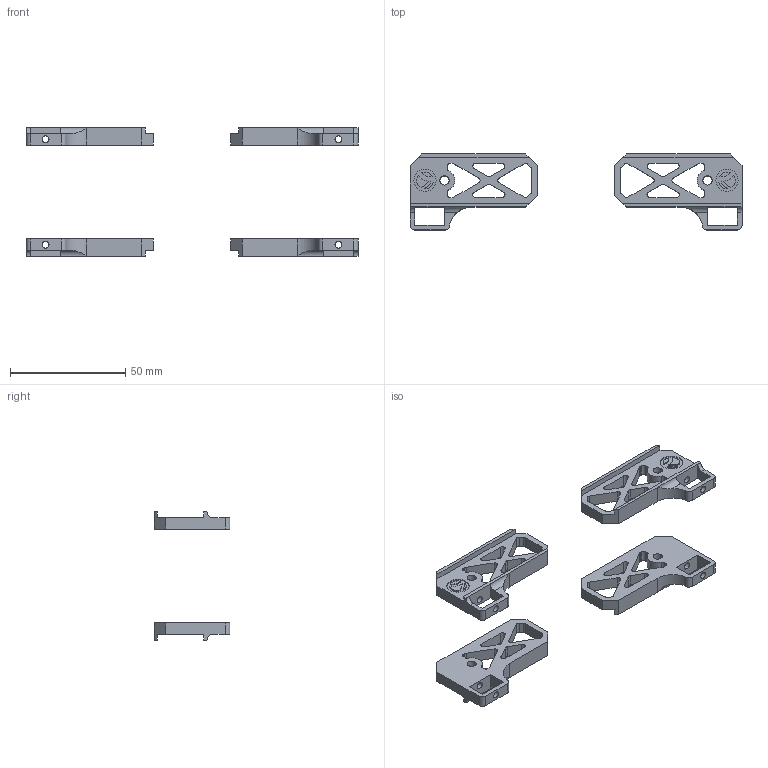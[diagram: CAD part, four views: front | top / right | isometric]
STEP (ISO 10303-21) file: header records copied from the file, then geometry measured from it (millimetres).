
FILE_DESCRIPTION(/* description */ ('STEP AP242','CAx-IF Rec.Pracs.---Representation and Presentation of Product Manufacturing Information (PMI)---4.0---2014-10-13','CAx-IF Rec.Pracs.---3D Tessellated Geometry---0.4---2014-09-14','2;1'),/* implementation_level */ '2;1');
FILE_NAME(/* name */ '6676fed0a4d5a25e8be72c5e',/* time_stamp */ '2024-06-22T16:41:52Z',/* author */ (''),/* organization */ (''),/* preprocessor_version */ 'ST-DEVELOPER v20',/* originating_system */ ' ',/* authorisation */ ' ');
FILE_SCHEMA (('AP242_MANAGED_MODEL_BASED_3D_ENGINEERING_MIM_LF { 1 0 10303 442 1 1 4 }'));
Length unit declared in the file: metre
Products named in the file (4): Part 2
Bounding box: 144.3 x 33 x 55.8 mm (x, y, z)
Volume: 19791.1 mm3; surface area: 18165.6 mm2
Topology: 4 solids, 4 shells, 304 faces, 880 edges, 596 vertices
Faces by surface type: plane 172, cylinder 132
Full cylindrical faces by diameter (mm): 3 x8, 4 x4, 9.674 x4
Entity records: 10297 total; most frequent: CARTESIAN_POINT 1888, ORIENTED_EDGE 1728, DIRECTION 1712, EDGE_CURVE 864, VERTEX_POINT 596, LINE 576, VECTOR 576, AXIS2_PLACEMENT_3D 568
